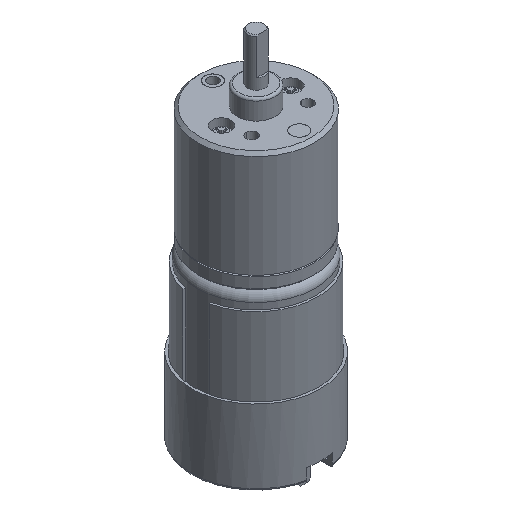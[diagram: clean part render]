
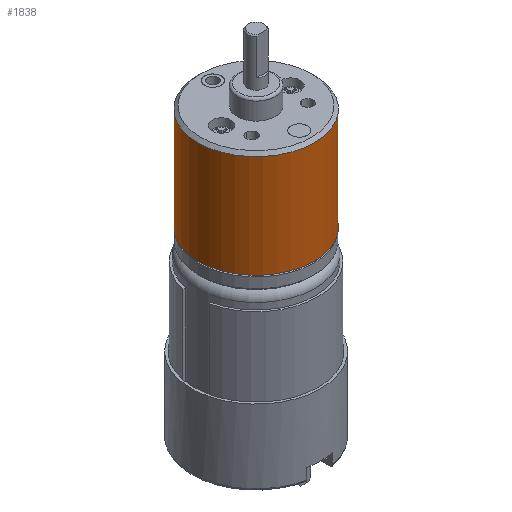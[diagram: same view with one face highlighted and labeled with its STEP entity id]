
A CAD part, isometric view. The second image highlights one B-rep face of the part: STEP entity #1838.
In plain terms, the highlighted cylindrical face has radius 13.5 mm (diameter 27 mm), a full revolution.
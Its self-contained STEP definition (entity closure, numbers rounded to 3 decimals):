
#1206=CYLINDRICAL_SURFACE('',#7507,13.5);
#1838=ADVANCED_FACE('',(#2493,#2494),#1206,.T.);
#2493=FACE_BOUND('',#2913,.T.);
#2494=FACE_BOUND('',#2914,.T.);
#2913=EDGE_LOOP('',(#4111));
#2914=EDGE_LOOP('',(#4112));
#4111=ORIENTED_EDGE('',*,*,#6256,.T.);
#4112=ORIENTED_EDGE('',*,*,#6257,.F.);
#5478=VERTEX_POINT('',#11491);
#5479=VERTEX_POINT('',#11493);
#6256=EDGE_CURVE('',#5478,#5478,#6869,.T.);
#6257=EDGE_CURVE('',#5479,#5479,#6870,.T.);
#6869=CIRCLE('',#7505,13.5);
#6870=CIRCLE('',#7506,13.5);
#7505=AXIS2_PLACEMENT_3D('',#11490,#8986,#8987);
#7506=AXIS2_PLACEMENT_3D('',#11492,#8988,#8989);
#7507=AXIS2_PLACEMENT_3D('',#11494,#8990,#8991);
#8986=DIRECTION('',(0.,0.,-1.));
#8987=DIRECTION('',(1.,0.,0.));
#8988=DIRECTION('',(0.,0.,-1.));
#8989=DIRECTION('',(-1.,0.,0.));
#8990=DIRECTION('',(0.,0.,1.));
#8991=DIRECTION('',(1.,0.,0.));
#11490=CARTESIAN_POINT('',(0.,0.,16.8));
#11491=CARTESIAN_POINT('',(13.5,0.,16.8));
#11492=CARTESIAN_POINT('',(0.,0.,-7.));
#11493=CARTESIAN_POINT('',(-13.5,0.,-7.));
#11494=CARTESIAN_POINT('',(0.,0.,10.5));
